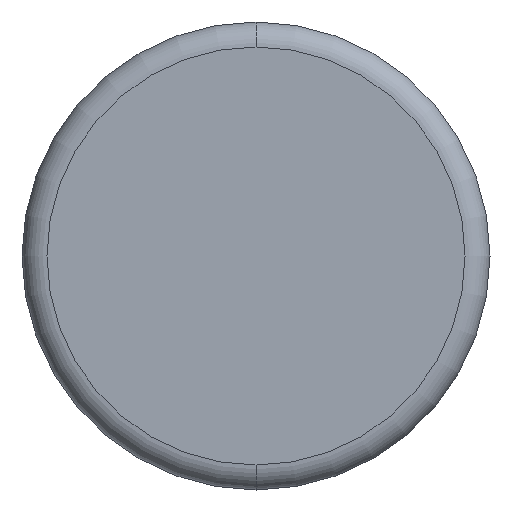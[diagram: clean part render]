
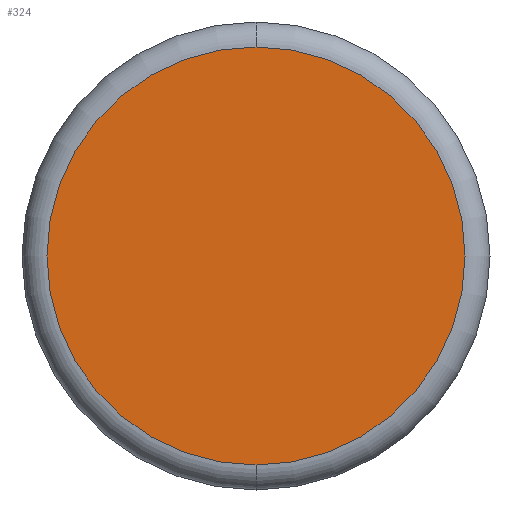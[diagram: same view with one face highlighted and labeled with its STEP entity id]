
A CAD part, front view. The second image highlights one B-rep face of the part: STEP entity #324.
In plain terms, the highlighted planar face has unit normal (0, -1, 0).
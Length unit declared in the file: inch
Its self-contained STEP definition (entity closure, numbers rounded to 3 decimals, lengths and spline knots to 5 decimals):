
#2 = PLANE ( 'NONE',  #356 ) ;
#17 = CARTESIAN_POINT ( 'NONE',  ( 0., 0., 0. ) ) ;
#24 = ORIENTED_EDGE ( 'NONE', *, *, #204, .T. ) ;
#68 = DIRECTION ( 'NONE',  ( 0., -1., 0. ) ) ;
#109 = AXIS2_PLACEMENT_3D ( 'NONE', #312, #68, #286 ) ;
#118 = CARTESIAN_POINT ( 'NONE',  ( 0., 0., -0.08375 ) ) ;
#144 = FACE_OUTER_BOUND ( 'NONE', #351, .T. ) ;
#159 = DIRECTION ( 'NONE',  ( 0., 0., -1. ) ) ;
#161 = DIRECTION ( 'NONE',  ( 0., -1., 0. ) ) ;
#163 = ORIENTED_EDGE ( 'NONE', *, *, #366, .T. ) ;
#185 = CARTESIAN_POINT ( 'NONE',  ( 0., 0., 0. ) ) ;
#204 = EDGE_CURVE ( 'NONE', #263, #251, #383, .T. ) ;
#209 = CARTESIAN_POINT ( 'NONE',  ( 0., 0., 0.08375 ) ) ;
#217 = DIRECTION ( 'NONE',  ( 0., -1., 0. ) ) ;
#220 = CIRCLE ( 'NONE', #109, 0.08375 ) ;
#251 = VERTEX_POINT ( 'NONE', #118 ) ;
#263 = VERTEX_POINT ( 'NONE', #209 ) ;
#274 = AXIS2_PLACEMENT_3D ( 'NONE', #17, #161, #159 ) ;
#286 = DIRECTION ( 'NONE',  ( 0., 0., -1. ) ) ;
#312 = CARTESIAN_POINT ( 'NONE',  ( 0., 0., 0. ) ) ;
#324 = ADVANCED_FACE ( 'NONE', ( #144 ), #2, .T. ) ;
#351 = EDGE_LOOP ( 'NONE', ( #163, #24 ) ) ;
#356 = AXIS2_PLACEMENT_3D ( 'NONE', #185, #217, #379 ) ;
#366 = EDGE_CURVE ( 'NONE', #251, #263, #220, .T. ) ;
#379 = DIRECTION ( 'NONE',  ( 0., 0., -1. ) ) ;
#383 = CIRCLE ( 'NONE', #274, 0.08375 ) ;
